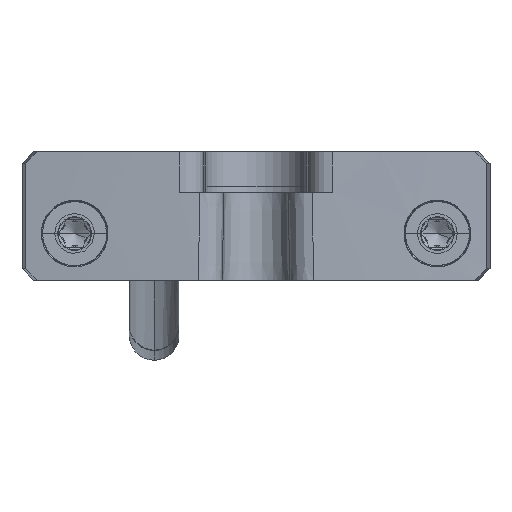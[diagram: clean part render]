
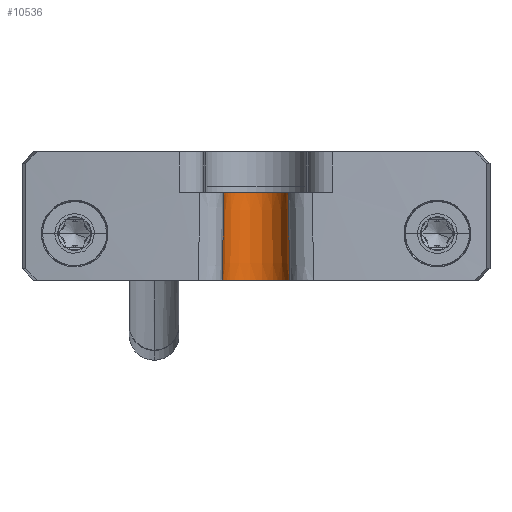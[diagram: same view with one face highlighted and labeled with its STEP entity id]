
A CAD part, front view. The second image highlights one B-rep face of the part: STEP entity #10536.
In plain terms, the highlighted conical face has half-angle 1 degrees and reference radius 2.75 mm.
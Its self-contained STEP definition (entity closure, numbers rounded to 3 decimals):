
#10445=AXIS2_PLACEMENT_3D('Circle Axis2P3D',#10443,#10444,$) ;
#10452=AXIS2_PLACEMENT_3D('Circle Axis2P3D',#10450,#10451,$) ;
#10507=AXIS2_PLACEMENT_3D('Cone Axis2P3D',#10504,#10505,#10506) ;
#10511=AXIS2_PLACEMENT_3D('Circle Axis2P3D',#10509,#10510,$) ;
#10518=AXIS2_PLACEMENT_3D('Circle Axis2P3D',#10516,#10517,$) ;
#10440=CARTESIAN_POINT('Vertex',(17.25,7.394,14.333)) ;
#10443=CARTESIAN_POINT('Axis2P3D Location',(20.,7.394,14.333)) ;
#10447=CARTESIAN_POINT('Vertex',(20.,10.144,14.333)) ;
#10450=CARTESIAN_POINT('Axis2P3D Location',(20.,7.394,14.333)) ;
#10454=CARTESIAN_POINT('Vertex',(22.75,7.394,14.333)) ;
#10488=CARTESIAN_POINT('Vertex',(17.119,7.394,6.833)) ;
#10491=CARTESIAN_POINT('Line Origine',(17.185,7.394,10.583)) ;
#10504=CARTESIAN_POINT('Axis2P3D Location',(20.,7.394,14.333)) ;
#10509=CARTESIAN_POINT('Axis2P3D Location',(20.,7.394,6.833)) ;
#10513=CARTESIAN_POINT('Vertex',(20.,10.275,6.833)) ;
#10516=CARTESIAN_POINT('Axis2P3D Location',(20.,7.394,6.833)) ;
#10520=CARTESIAN_POINT('Vertex',(22.881,7.394,6.833)) ;
#10523=CARTESIAN_POINT('Line Origine',(43652.391,7.394,-2499526.131)) ;
#10444=DIRECTION('Axis2P3D Direction',(0.,0.,-1.)) ;
#10451=DIRECTION('Axis2P3D Direction',(0.,0.,-1.)) ;
#10492=DIRECTION('Vector Direction',(0.017,0.,1.)) ;
#10505=DIRECTION('Axis2P3D Direction',(0.,0.,-1.)) ;
#10506=DIRECTION('Axis2P3D XDirection',(0.,-1.,0.)) ;
#10510=DIRECTION('Axis2P3D Direction',(0.,0.,-1.)) ;
#10517=DIRECTION('Axis2P3D Direction',(0.,0.,-1.)) ;
#10524=DIRECTION('Vector Direction',(0.017,0.,-1.)) ;
#10493=VECTOR('Line Direction',#10492,1.) ;
#10525=VECTOR('Line Direction',#10524,1.) ;
#10529=ORIENTED_EDGE('',*,*,#10449,.F.) ;
#10530=ORIENTED_EDGE('',*,*,#10495,.F.) ;
#10531=ORIENTED_EDGE('',*,*,#10515,.F.) ;
#10532=ORIENTED_EDGE('',*,*,#10522,.F.) ;
#10533=ORIENTED_EDGE('',*,*,#10527,.T.) ;
#10534=ORIENTED_EDGE('',*,*,#10456,.F.) ;
#10536=ADVANCED_FACE('Volumenk\X2\00F6\X0\rper1',(#10535),#10508,.F.) ;
#10446=CIRCLE('generated circle',#10445,2.75) ;
#10453=CIRCLE('generated circle',#10452,2.75) ;
#10512=CIRCLE('generated circle',#10511,2.881) ;
#10519=CIRCLE('generated circle',#10518,2.881) ;
#10508=CONICAL_SURFACE('Cone',#10507,2.75,0.017) ;
#10449=EDGE_CURVE('',#10441,#10448,#10446,.T.) ;
#10456=EDGE_CURVE('',#10448,#10455,#10453,.T.) ;
#10495=EDGE_CURVE('',#10489,#10441,#10494,.T.) ;
#10515=EDGE_CURVE('',#10514,#10489,#10512,.F.) ;
#10522=EDGE_CURVE('',#10521,#10514,#10519,.F.) ;
#10527=EDGE_CURVE('',#10521,#10455,#10526,.F.) ;
#10528=EDGE_LOOP('',(#10529,#10530,#10531,#10532,#10533,#10534)) ;
#10535=FACE_OUTER_BOUND('',#10528,.T.) ;
#10494=LINE('Line',#10491,#10493) ;
#10526=LINE('Line',#10523,#10525) ;
#10441=VERTEX_POINT('',#10440) ;
#10448=VERTEX_POINT('',#10447) ;
#10455=VERTEX_POINT('',#10454) ;
#10489=VERTEX_POINT('',#10488) ;
#10514=VERTEX_POINT('',#10513) ;
#10521=VERTEX_POINT('',#10520) ;
